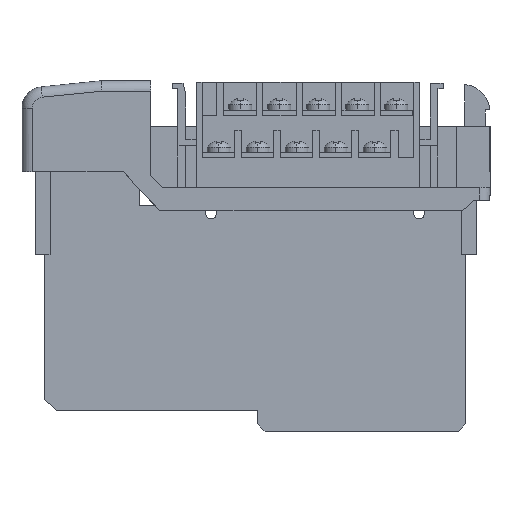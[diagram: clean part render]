
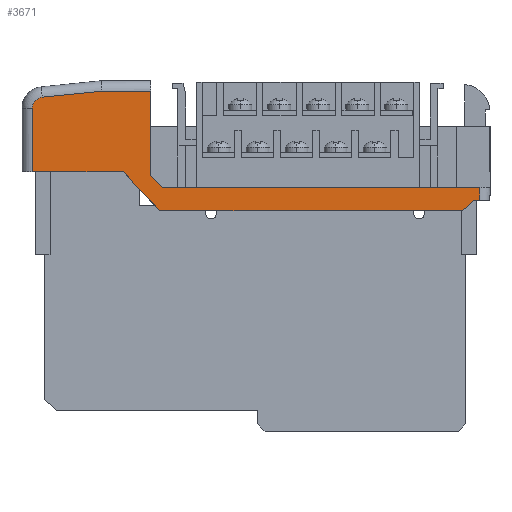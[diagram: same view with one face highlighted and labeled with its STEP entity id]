
A CAD part, left-side view. The second image highlights one B-rep face of the part: STEP entity #3671.
In plain terms, the highlighted planar face has unit normal (-1, 0, 0).
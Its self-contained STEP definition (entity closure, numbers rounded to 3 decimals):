
#3384 = EDGE_CURVE ( 'NONE', #3385, #3386, #12313, .T. ) ;
#3385 = VERTEX_POINT ( 'NONE', #12309 ) ;
#3386 = VERTEX_POINT ( 'NONE', #12308 ) ;
#3587 = EDGE_CURVE ( 'NONE', #3588, #3606, #12740, .T. ) ;
#3588 = VERTEX_POINT ( 'NONE', #12736 ) ;
#3604 = VERTEX_POINT ( 'NONE', #12799 ) ;
#3606 = VERTEX_POINT ( 'NONE', #12798 ) ;
#3644 = EDGE_CURVE ( 'NONE', #3645, #3655, #12861, .T. ) ;
#3645 = VERTEX_POINT ( 'NONE', #12857 ) ;
#3654 = EDGE_CURVE ( 'NONE', #3655, #3588, #12935, .T. ) ;
#3655 = VERTEX_POINT ( 'NONE', #12931 ) ;
#3662 = EDGE_CURVE ( 'NONE', #3606, #3604, #12961, .T. ) ;
#3669 = ORIENTED_EDGE ( 'NONE', *, *, #3654, .T. ) ;
#3671 = ADVANCED_FACE ( 'NONE', ( #12977 ), #13020, .F. ) ;
#3672 = EDGE_LOOP ( 'NONE', ( #3673, #3676, #3679, #3682, #3745, #3746, #3749, #3752, #3754, #3755, #3669, #3733, #3734 ) ) ;
#3673 = ORIENTED_EDGE ( 'NONE', *, *, #3674, .T. ) ;
#3674 = EDGE_CURVE ( 'NONE', #3604, #3675, #13015, .T. ) ;
#3675 = VERTEX_POINT ( 'NONE', #13011 ) ;
#3676 = ORIENTED_EDGE ( 'NONE', *, *, #3677, .F. ) ;
#3677 = EDGE_CURVE ( 'NONE', #3678, #3675, #13010, .T. ) ;
#3678 = VERTEX_POINT ( 'NONE', #13006 ) ;
#3679 = ORIENTED_EDGE ( 'NONE', *, *, #3680, .F. ) ;
#3680 = EDGE_CURVE ( 'NONE', #3681, #3678, #13005, .T. ) ;
#3681 = VERTEX_POINT ( 'NONE', #13001 ) ;
#3682 = ORIENTED_EDGE ( 'NONE', *, *, #3683, .F. ) ;
#3683 = EDGE_CURVE ( 'NONE', #3385, #3681, #13000, .T. ) ;
#3705 = EDGE_CURVE ( 'NONE', #3706, #3645, #13069, .T. ) ;
#3706 = VERTEX_POINT ( 'NONE', #13065 ) ;
#3733 = ORIENTED_EDGE ( 'NONE', *, *, #3587, .T. ) ;
#3734 = ORIENTED_EDGE ( 'NONE', *, *, #3662, .T. ) ;
#3745 = ORIENTED_EDGE ( 'NONE', *, *, #3384, .T. ) ;
#3746 = ORIENTED_EDGE ( 'NONE', *, *, #3747, .T. ) ;
#3747 = EDGE_CURVE ( 'NONE', #3386, #3748, #13192, .T. ) ;
#3748 = VERTEX_POINT ( 'NONE', #13188 ) ;
#3749 = ORIENTED_EDGE ( 'NONE', *, *, #3750, .T. ) ;
#3750 = EDGE_CURVE ( 'NONE', #3748, #3751, #13187, .T. ) ;
#3751 = VERTEX_POINT ( 'NONE', #13182 ) ;
#3752 = ORIENTED_EDGE ( 'NONE', *, *, #3753, .T. ) ;
#3753 = EDGE_CURVE ( 'NONE', #3751, #3706, #13181, .T. ) ;
#3754 = ORIENTED_EDGE ( 'NONE', *, *, #3705, .T. ) ;
#3755 = ORIENTED_EDGE ( 'NONE', *, *, #3644, .T. ) ;
#12308 = CARTESIAN_POINT ( 'NONE',  ( 0.5, 34.17, 3.114 ) ) ;
#12309 = CARTESIAN_POINT ( 'NONE',  ( 0.5, 24.723, 3.114 ) ) ;
#12310 = DIRECTION ( 'NONE',  ( 0., 1., 0. ) ) ;
#12311 = VECTOR ( 'NONE', #12310, 1000. ) ;
#12312 = CARTESIAN_POINT ( 'NONE',  ( 0.5, 34.27, 3.114 ) ) ;
#12313 = LINE ( 'NONE', #12312, #12311 ) ;
#12736 = CARTESIAN_POINT ( 'NONE',  ( 0.5, -35.258, -19.886 ) ) ;
#12737 = DIRECTION ( 'NONE',  ( 0., -0.731, 0.682 ) ) ;
#12738 = VECTOR ( 'NONE', #12737, 1000. ) ;
#12739 = CARTESIAN_POINT ( 'NONE',  ( 0.5, -35.258, -19.886 ) ) ;
#12740 = LINE ( 'NONE', #12739, #12738 ) ;
#12798 = CARTESIAN_POINT ( 'NONE',  ( 0.5, -37.408, -17.879 ) ) ;
#12799 = CARTESIAN_POINT ( 'NONE',  ( 0.5, -38.527, -17.879 ) ) ;
#12857 = CARTESIAN_POINT ( 'NONE',  ( 0.5, 29.973, -12.386 ) ) ;
#12858 = DIRECTION ( 'NONE',  ( 0., -0.682, -0.731 ) ) ;
#12859 = VECTOR ( 'NONE', #12858, 1000. ) ;
#12860 = CARTESIAN_POINT ( 'NONE',  ( 0.5, 22.973, -19.886 ) ) ;
#12861 = LINE ( 'NONE', #12860, #12859 ) ;
#12931 = CARTESIAN_POINT ( 'NONE',  ( 0.5, 22.973, -19.886 ) ) ;
#12932 = DIRECTION ( 'NONE',  ( 0., -1., 0. ) ) ;
#12933 = VECTOR ( 'NONE', #12932, 1000. ) ;
#12934 = CARTESIAN_POINT ( 'NONE',  ( 0.5, 22.973, -19.886 ) ) ;
#12935 = LINE ( 'NONE', #12934, #12933 ) ;
#12958 = DIRECTION ( 'NONE',  ( 0., -1., 0. ) ) ;
#12959 = VECTOR ( 'NONE', #12958, 1000. ) ;
#12960 = CARTESIAN_POINT ( 'NONE',  ( 0.5, -37.408, -17.879 ) ) ;
#12961 = LINE ( 'NONE', #12960, #12959 ) ;
#12977 = FACE_OUTER_BOUND ( 'NONE', #3672, .T. ) ;
#12997 = DIRECTION ( 'NONE',  ( 0., 0., -1. ) ) ;
#12998 = VECTOR ( 'NONE', #12997, 1000. ) ;
#12999 = CARTESIAN_POINT ( 'NONE',  ( 0.5, 24.723, 4.364 ) ) ;
#13000 = LINE ( 'NONE', #12999, #12998 ) ;
#13001 = CARTESIAN_POINT ( 'NONE',  ( 0.5, 24.723, -13.054 ) ) ;
#13002 = DIRECTION ( 'NONE',  ( 0., -0.685, -0.729 ) ) ;
#13003 = VECTOR ( 'NONE', #13002, 1000. ) ;
#13004 = CARTESIAN_POINT ( 'NONE',  ( 0.5, 22.532, -15.386 ) ) ;
#13005 = LINE ( 'NONE', #13004, #13003 ) ;
#13006 = CARTESIAN_POINT ( 'NONE',  ( 0.5, 22.532, -15.386 ) ) ;
#13007 = DIRECTION ( 'NONE',  ( 0., -1., 0. ) ) ;
#13008 = VECTOR ( 'NONE', #13007, 1000. ) ;
#13009 = CARTESIAN_POINT ( 'NONE',  ( 0.5, 22.532, -15.386 ) ) ;
#13010 = LINE ( 'NONE', #13009, #13008 ) ;
#13011 = CARTESIAN_POINT ( 'NONE',  ( 0.5, -38.527, -15.386 ) ) ;
#13012 = DIRECTION ( 'NONE',  ( 0., 0., 1. ) ) ;
#13013 = VECTOR ( 'NONE', #13012, 1000. ) ;
#13014 = CARTESIAN_POINT ( 'NONE',  ( 0.5, -38.527, -0.463 ) ) ;
#13015 = LINE ( 'NONE', #13014, #13013 ) ;
#13016 = DIRECTION ( 'NONE',  ( 0., 0., -1. ) ) ;
#13017 = DIRECTION ( 'NONE',  ( 1., 0., 0. ) ) ;
#13018 = CARTESIAN_POINT ( 'NONE',  ( 0.5, -35.258, -0.876 ) ) ;
#13019 = AXIS2_PLACEMENT_3D ( 'NONE', #13018, #13017, #13016 ) ;
#13020 = PLANE ( 'NONE',  #13019 ) ;
#13065 = CARTESIAN_POINT ( 'NONE',  ( 0.5, 47.473, -12.386 ) ) ;
#13066 = DIRECTION ( 'NONE',  ( 0., -1., 0. ) ) ;
#13067 = VECTOR ( 'NONE', #13066, 1000. ) ;
#13068 = CARTESIAN_POINT ( 'NONE',  ( 0.5, 29.973, -12.386 ) ) ;
#13069 = LINE ( 'NONE', #13068, #13067 ) ;
#13178 = DIRECTION ( 'NONE',  ( 0., 0., -1. ) ) ;
#13179 = VECTOR ( 'NONE', #13178, 1000. ) ;
#13180 = CARTESIAN_POINT ( 'NONE',  ( 0.5, 47.473, -12.386 ) ) ;
#13181 = LINE ( 'NONE', #13180, #13179 ) ;
#13182 = CARTESIAN_POINT ( 'NONE',  ( 0.5, 47.473, -0.213 ) ) ;
#13183 = DIRECTION ( 'NONE',  ( 0., 0., -1. ) ) ;
#13184 = DIRECTION ( 'NONE',  ( -1., 0., 0. ) ) ;
#13185 = CARTESIAN_POINT ( 'NONE',  ( 0.5, 45.358, -0.133 ) ) ;
#13186 = AXIS2_PLACEMENT_3D ( 'NONE', #13185, #13184, #13183 ) ;
#13187 = CIRCLE ( 'NONE', #13186, 2.116 ) ;
#13188 = CARTESIAN_POINT ( 'NONE',  ( 0.5, 45.569, 1.973 ) ) ;
#13189 = DIRECTION ( 'NONE',  ( 0., 0.995, -0.1 ) ) ;
#13190 = VECTOR ( 'NONE', #13189, 1000. ) ;
#13191 = CARTESIAN_POINT ( 'NONE',  ( 0.5, 45.569, 1.973 ) ) ;
#13192 = LINE ( 'NONE', #13191, #13190 ) ;
